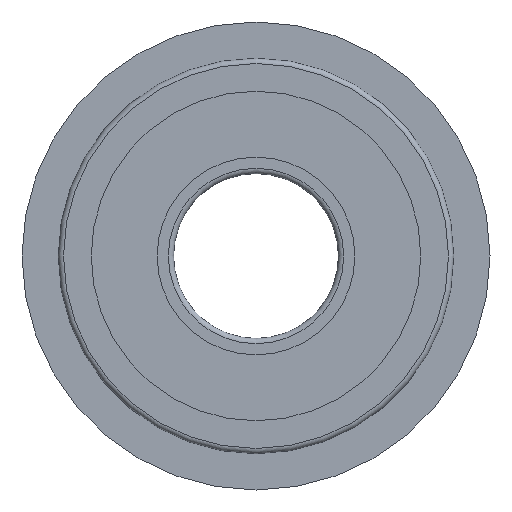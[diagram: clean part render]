
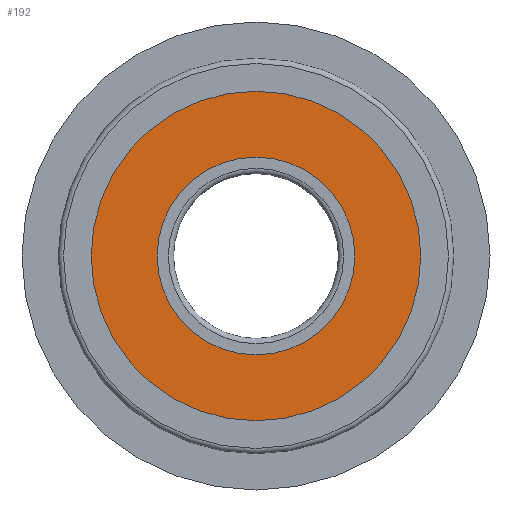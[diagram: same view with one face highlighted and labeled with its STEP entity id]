
A CAD part, left-side view. The second image highlights one B-rep face of the part: STEP entity #192.
In plain terms, the highlighted planar face has unit normal (-1, 0, 0).
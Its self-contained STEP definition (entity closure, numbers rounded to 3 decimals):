
#34=ORIENTED_EDGE('',*,*,#67,.F.);
#35=ORIENTED_EDGE('',*,*,#66,.T.);
#66=EDGE_CURVE('',#83,#83,#100,.T.);
#67=EDGE_CURVE('',#84,#84,#101,.T.);
#83=VERTEX_POINT('',#332);
#84=VERTEX_POINT('',#335);
#100=CIRCLE('',#224,1.5);
#101=CIRCLE('',#226,2.5);
#119=EDGE_LOOP('',(#34));
#120=EDGE_LOOP('',(#35));
#153=FACE_BOUND('',#119,.T.);
#154=FACE_BOUND('',#120,.T.);
#184=PLANE('',#225);
#192=ADVANCED_FACE('',(#153,#154),#184,.F.);
#224=AXIS2_PLACEMENT_3D('',#331,#264,#265);
#225=AXIS2_PLACEMENT_3D('',#333,#266,#267);
#226=AXIS2_PLACEMENT_3D('',#334,#268,#269);
#264=DIRECTION('',(1.,0.,0.));
#265=DIRECTION('',(0.,0.,-1.));
#266=DIRECTION('',(1.,0.,0.));
#267=DIRECTION('',(0.,0.,-1.));
#268=DIRECTION('',(1.,0.,0.));
#269=DIRECTION('',(0.,0.,-1.));
#331=CARTESIAN_POINT('',(-1.15,0.,0.));
#332=CARTESIAN_POINT('',(-1.15,0.,-1.5));
#333=CARTESIAN_POINT('',(-1.15,1.5,0.));
#334=CARTESIAN_POINT('',(-1.15,0.,0.));
#335=CARTESIAN_POINT('',(-1.15,0.,-2.5));
